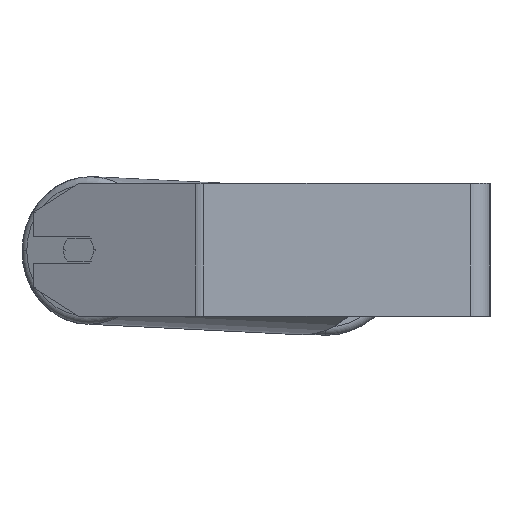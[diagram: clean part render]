
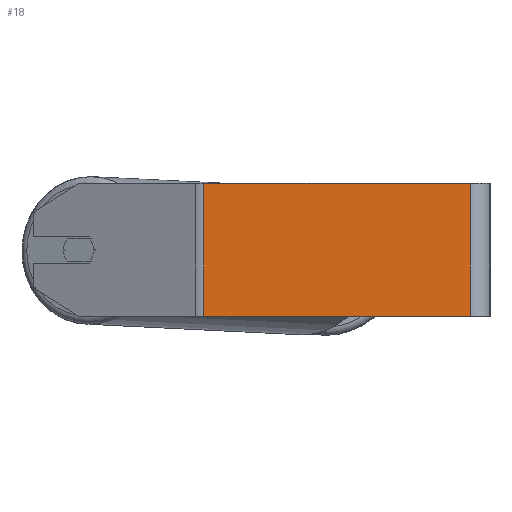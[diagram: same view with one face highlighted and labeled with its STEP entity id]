
A CAD part, left-side view. The second image highlights one B-rep face of the part: STEP entity #18.
In plain terms, the highlighted planar face has unit normal (-1, 0, 0).
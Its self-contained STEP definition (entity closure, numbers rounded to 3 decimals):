
#18 = ADVANCED_FACE ( 'NONE', ( #4294 ), #8324, .F. ) ;
#327 = LINE ( 'NONE', #4917, #4991 ) ;
#386 = EDGE_CURVE ( 'NONE', #6545, #3870, #5150, .T. ) ;
#415 = CARTESIAN_POINT ( 'NONE',  ( -525., 12., 40. ) ) ;
#836 = VECTOR ( 'NONE', #7434, 1000. ) ;
#1192 = DIRECTION ( 'NONE',  ( 0., 0., -1. ) ) ;
#1238 = DIRECTION ( 'NONE',  ( 0., -1., 0. ) ) ;
#2039 = EDGE_CURVE ( 'NONE', #7613, #6545, #2556, .T. ) ;
#2126 = EDGE_CURVE ( 'NONE', #7613, #3232, #3451, .T. ) ;
#2338 = ORIENTED_EDGE ( 'NONE', *, *, #2039, .F. ) ;
#2556 = LINE ( 'NONE', #7939, #7058 ) ;
#2708 = CARTESIAN_POINT ( 'NONE',  ( -525., 172.297, 40. ) ) ;
#2863 = ORIENTED_EDGE ( 'NONE', *, *, #2126, .T. ) ;
#3020 = DIRECTION ( 'NONE',  ( 0., -1., 0. ) ) ;
#3232 = VERTEX_POINT ( 'NONE', #7285 ) ;
#3451 = LINE ( 'NONE', #2708, #836 ) ;
#3870 = VERTEX_POINT ( 'NONE', #7282 ) ;
#4235 = ORIENTED_EDGE ( 'NONE', *, *, #386, .F. ) ;
#4240 = CARTESIAN_POINT ( 'NONE',  ( -525., 174.957, 40. ) ) ;
#4294 = FACE_OUTER_BOUND ( 'NONE', #4487, .T. ) ;
#4487 = EDGE_LOOP ( 'NONE', ( #8446, #4235, #2338, #2863 ) ) ;
#4786 = AXIS2_PLACEMENT_3D ( 'NONE', #4240, #4830, #5490 ) ;
#4830 = DIRECTION ( 'NONE',  ( 1., 0., 0. ) ) ;
#4917 = CARTESIAN_POINT ( 'NONE',  ( -525., 174.957, -40. ) ) ;
#4922 = VECTOR ( 'NONE', #1192, 1000. ) ;
#4991 = VECTOR ( 'NONE', #3020, 1000. ) ;
#5150 = LINE ( 'NONE', #7851, #4922 ) ;
#5490 = DIRECTION ( 'NONE',  ( 0., 0., -1. ) ) ;
#5779 = EDGE_CURVE ( 'NONE', #3232, #3870, #327, .T. ) ;
#6545 = VERTEX_POINT ( 'NONE', #415 ) ;
#6692 = CARTESIAN_POINT ( 'NONE',  ( -525., 172.297, 40. ) ) ;
#7058 = VECTOR ( 'NONE', #1238, 1000. ) ;
#7282 = CARTESIAN_POINT ( 'NONE',  ( -525., 12., -40. ) ) ;
#7285 = CARTESIAN_POINT ( 'NONE',  ( -525., 172.297, -40. ) ) ;
#7434 = DIRECTION ( 'NONE',  ( 0., 0., -1. ) ) ;
#7613 = VERTEX_POINT ( 'NONE', #6692 ) ;
#7851 = CARTESIAN_POINT ( 'NONE',  ( -525., 12., 40. ) ) ;
#7939 = CARTESIAN_POINT ( 'NONE',  ( -525., 174.957, 40. ) ) ;
#8324 = PLANE ( 'NONE',  #4786 ) ;
#8446 = ORIENTED_EDGE ( 'NONE', *, *, #5779, .T. ) ;
